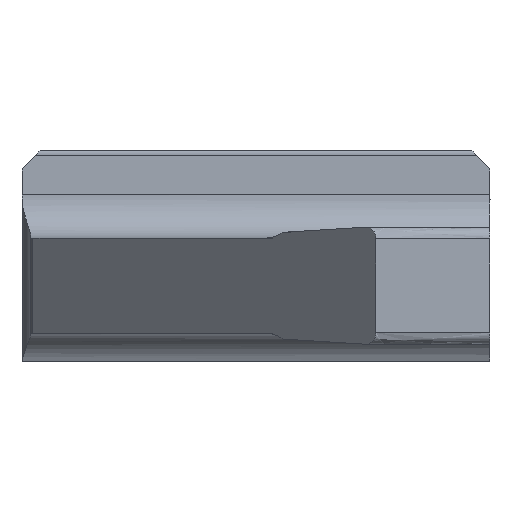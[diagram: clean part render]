
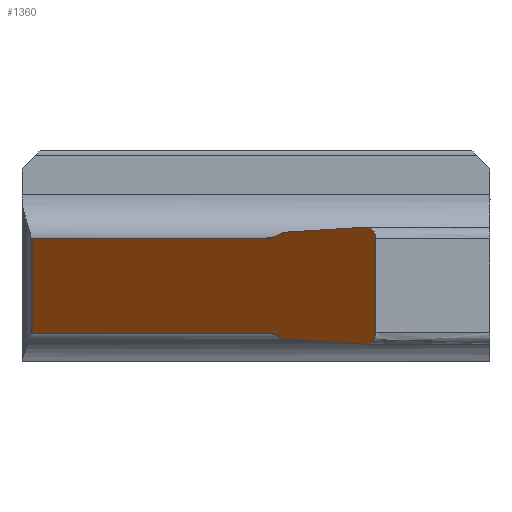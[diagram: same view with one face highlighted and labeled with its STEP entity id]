
A CAD part, front view. The second image highlights one B-rep face of the part: STEP entity #1360.
In plain terms, the highlighted planar face has unit normal (-0.766, -0.643, 0).
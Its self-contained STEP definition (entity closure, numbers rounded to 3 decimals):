
#21 = CARTESIAN_POINT ( 'NONE',  ( 0.466, -18.11, 0.38 ) ) ;
#24 = CARTESIAN_POINT ( 'NONE',  ( 0.152, -17.736, 2.105 ) ) ;
#34 = CARTESIAN_POINT ( 'NONE',  ( 1.874, -19.787, 2.293 ) ) ;
#105 = VERTEX_POINT ( 'NONE', #1101 ) ;
#141 = CARTESIAN_POINT ( 'NONE',  ( 1.874, -19.787, 2.293 ) ) ;
#145 = B_SPLINE_CURVE_WITH_KNOTS ( 'NONE', 3,
 ( #141, #904, #1290, #1255, #845, #409 ),
 .UNSPECIFIED., .F., .F.,
 ( 4, 2, 4 ),
 ( 0., 0., 0. ),
 .UNSPECIFIED. ) ;
#222 = B_SPLINE_CURVE_WITH_KNOTS ( 'NONE', 3,
 ( #21, #637, #615, #605 ),
 .UNSPECIFIED., .F., .F.,
 ( 4, 4 ),
 ( 0., 0.001 ),
 .UNSPECIFIED. ) ;
#271 = EDGE_CURVE ( 'NONE', #1715, #419, #1174, .T. ) ;
#276 = VECTOR ( 'NONE', #1350, 1000. ) ;
#298 = B_SPLINE_CURVE_WITH_KNOTS ( 'NONE', 3,
 ( #1334, #1532, #389, #1276, #1608, #820 ),
 .UNSPECIFIED., .F., .F.,
 ( 4, 2, 4 ),
 ( 0., 0., 0. ),
 .UNSPECIFIED. ) ;
#322 = LINE ( 'NONE', #1340, #276 ) ;
#342 = VECTOR ( 'NONE', #1488, 1000. ) ;
#361 = LINE ( 'NONE', #1323, #342 ) ;
#366 = VERTEX_POINT ( 'NONE', #792 ) ;
#389 = CARTESIAN_POINT ( 'NONE',  ( 2.024, -19.966, 0.37 ) ) ;
#408 = CARTESIAN_POINT ( 'NONE',  ( -3.812, -13.011, 2.105 ) ) ;
#409 = CARTESIAN_POINT ( 'NONE',  ( 2.051, -19.999, 2.094 ) ) ;
#419 = VERTEX_POINT ( 'NONE', #641 ) ;
#425 = CARTESIAN_POINT ( 'NONE',  ( 1.874, -19.787, 0.292 ) ) ;
#430 = EDGE_CURVE ( 'NONE', #1201, #105, #729, .T. ) ;
#479 = FACE_OUTER_BOUND ( 'NONE', #623, .T. ) ;
#512 = DIRECTION ( 'NONE',  ( -0.642, 0.765, 0.04 ) ) ;
#538 = CARTESIAN_POINT ( 'NONE',  ( -4.803, -11.83, 0.709 ) ) ;
#547 = CARTESIAN_POINT ( 'NONE',  ( 2.051, -19.999, 2.094 ) ) ;
#592 = EDGE_CURVE ( 'NONE', #875, #1306, #361, .T. ) ;
#605 = CARTESIAN_POINT ( 'NONE',  ( 0.152, -17.736, 0.48 ) ) ;
#615 = CARTESIAN_POINT ( 'NONE',  ( 0.26, -17.864, 0.48 ) ) ;
#623 = EDGE_LOOP ( 'NONE', ( #1376, #1391, #1393, #1407, #1409, #1428, #1431, #1469, #1495, #1536 ) ) ;
#627 = EDGE_CURVE ( 'NONE', #1092, #366, #322, .T. ) ;
#637 = CARTESIAN_POINT ( 'NONE',  ( 0.368, -17.992, 0.448 ) ) ;
#641 = CARTESIAN_POINT ( 'NONE',  ( -3.812, -13.011, 0.48 ) ) ;
#707 = VECTOR ( 'NONE', #512, 1000. ) ;
#729 = LINE ( 'NONE', #538, #707 ) ;
#792 = CARTESIAN_POINT ( 'NONE',  ( 2.051, -19.999, 0.491 ) ) ;
#820 = CARTESIAN_POINT ( 'NONE',  ( 1.874, -19.787, 0.292 ) ) ;
#838 = EDGE_CURVE ( 'NONE', #853, #846, #1582, .T. ) ;
#845 = CARTESIAN_POINT ( 'NONE',  ( 2.052, -19.999, 2.158 ) ) ;
#846 = VERTEX_POINT ( 'NONE', #34 ) ;
#853 = VERTEX_POINT ( 'NONE', #1808 ) ;
#858 = CARTESIAN_POINT ( 'NONE',  ( -3.812, -13.011, -1.068 ) ) ;
#875 = VERTEX_POINT ( 'NONE', #408 ) ;
#884 = DIRECTION ( 'NONE',  ( 0., 0., -1. ) ) ;
#904 = CARTESIAN_POINT ( 'NONE',  ( 1.914, -19.836, 2.295 ) ) ;
#930 = AXIS2_PLACEMENT_3D ( 'NONE', #1432, #1483, #1460 ) ;
#944 = EDGE_CURVE ( 'NONE', #875, #419, #1472, .T. ) ;
#969 = CARTESIAN_POINT ( 'NONE',  ( 1.164, -18.941, 0.48 ) ) ;
#989 = DIRECTION ( 'NONE',  ( -0.643, 0.766, 0. ) ) ;
#1007 = EDGE_CURVE ( 'NONE', #366, #1201, #298, .T. ) ;
#1032 = EDGE_CURVE ( 'NONE', #846, #1092, #145, .T. ) ;
#1092 = VERTEX_POINT ( 'NONE', #547 ) ;
#1101 = CARTESIAN_POINT ( 'NONE',  ( 0.466, -18.11, 0.38 ) ) ;
#1132 = VECTOR ( 'NONE', #989, 1000. ) ;
#1174 = LINE ( 'NONE', #969, #1132 ) ;
#1201 = VERTEX_POINT ( 'NONE', #425 ) ;
#1252 = EDGE_CURVE ( 'NONE', #105, #1715, #222, .T. ) ;
#1255 = CARTESIAN_POINT ( 'NONE',  ( 2.024, -19.967, 2.215 ) ) ;
#1276 = CARTESIAN_POINT ( 'NONE',  ( 1.955, -19.884, 0.304 ) ) ;
#1289 = VECTOR ( 'NONE', #884, 1000. ) ;
#1290 = CARTESIAN_POINT ( 'NONE',  ( 1.955, -19.884, 2.281 ) ) ;
#1301 = EDGE_CURVE ( 'NONE', #1306, #853, #1727, .T. ) ;
#1306 = VERTEX_POINT ( 'NONE', #24 ) ;
#1323 = CARTESIAN_POINT ( 'NONE',  ( -3.812, -13.011, 2.105 ) ) ;
#1334 = CARTESIAN_POINT ( 'NONE',  ( 2.051, -19.999, 0.491 ) ) ;
#1340 = CARTESIAN_POINT ( 'NONE',  ( 2.051, -19.999, 0.491 ) ) ;
#1350 = DIRECTION ( 'NONE',  ( 0., 0., -1. ) ) ;
#1360 = ADVANCED_FACE ( 'NONE', ( #479 ), #1516, .F. ) ;
#1376 = ORIENTED_EDGE ( 'NONE', *, *, #592, .F. ) ;
#1385 = CARTESIAN_POINT ( 'NONE',  ( 0.152, -17.736, 0.48 ) ) ;
#1391 = ORIENTED_EDGE ( 'NONE', *, *, #944, .T. ) ;
#1393 = ORIENTED_EDGE ( 'NONE', *, *, #271, .F. ) ;
#1407 = ORIENTED_EDGE ( 'NONE', *, *, #1252, .F. ) ;
#1409 = ORIENTED_EDGE ( 'NONE', *, *, #430, .F. ) ;
#1428 = ORIENTED_EDGE ( 'NONE', *, *, #1007, .F. ) ;
#1431 = ORIENTED_EDGE ( 'NONE', *, *, #627, .F. ) ;
#1432 = CARTESIAN_POINT ( 'NONE',  ( 2.047, -19.994, 2.58 ) ) ;
#1460 = DIRECTION ( 'NONE',  ( -0.643, 0.766, 0. ) ) ;
#1469 = ORIENTED_EDGE ( 'NONE', *, *, #1032, .F. ) ;
#1472 = LINE ( 'NONE', #858, #1289 ) ;
#1483 = DIRECTION ( 'NONE',  ( 0.766, 0.643, 0. ) ) ;
#1488 = DIRECTION ( 'NONE',  ( 0.643, -0.766, 0. ) ) ;
#1495 = ORIENTED_EDGE ( 'NONE', *, *, #838, .F. ) ;
#1516 = PLANE ( 'NONE',  #930 ) ;
#1532 = CARTESIAN_POINT ( 'NONE',  ( 2.052, -19.999, 0.427 ) ) ;
#1536 = ORIENTED_EDGE ( 'NONE', *, *, #1301, .F. ) ;
#1543 = VECTOR ( 'NONE', #1802, 1000. ) ;
#1582 = LINE ( 'NONE', #1798, #1543 ) ;
#1608 = CARTESIAN_POINT ( 'NONE',  ( 1.914, -19.836, 0.29 ) ) ;
#1668 = CARTESIAN_POINT ( 'NONE',  ( 0.466, -18.11, 2.205 ) ) ;
#1690 = CARTESIAN_POINT ( 'NONE',  ( 0.368, -17.992, 2.137 ) ) ;
#1715 = VERTEX_POINT ( 'NONE', #1385 ) ;
#1727 = B_SPLINE_CURVE_WITH_KNOTS ( 'NONE', 3,
 ( #1728, #1765, #1690, #1668 ),
 .UNSPECIFIED., .F., .F.,
 ( 4, 4 ),
 ( 0., 0.001 ),
 .UNSPECIFIED. ) ;
#1728 = CARTESIAN_POINT ( 'NONE',  ( 0.152, -17.736, 2.105 ) ) ;
#1765 = CARTESIAN_POINT ( 'NONE',  ( 0.26, -17.864, 2.105 ) ) ;
#1798 = CARTESIAN_POINT ( 'NONE',  ( -4.924, -11.686, 1.868 ) ) ;
#1802 = DIRECTION ( 'NONE',  ( 0.642, -0.765, 0.04 ) ) ;
#1808 = CARTESIAN_POINT ( 'NONE',  ( 0.466, -18.11, 2.205 ) ) ;
